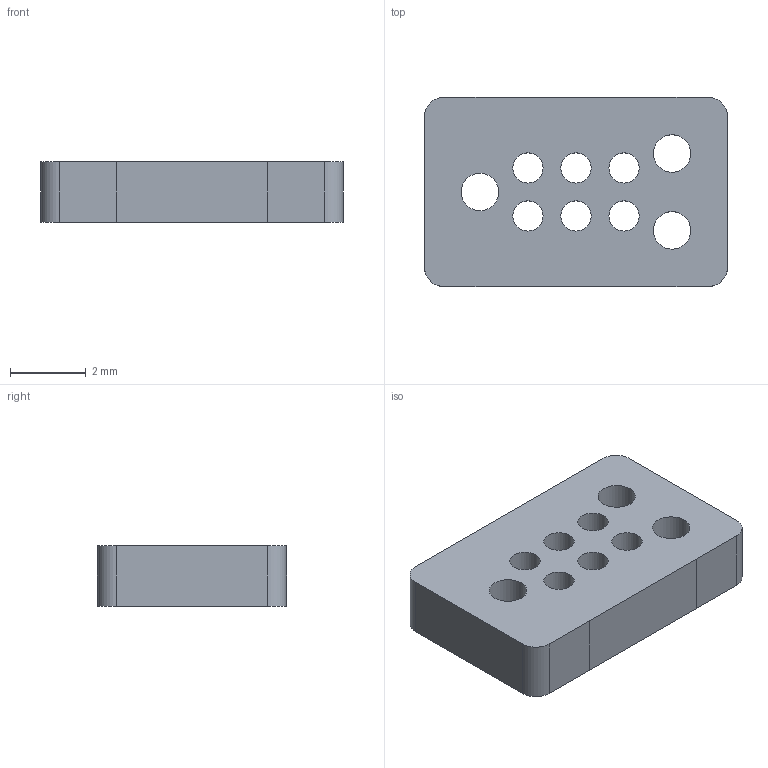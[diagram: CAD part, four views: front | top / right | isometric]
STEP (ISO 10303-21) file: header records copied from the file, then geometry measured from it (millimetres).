
FILE_DESCRIPTION(('FreeCAD Model'),'2;1');
FILE_NAME('Open CASCADE Shape Model','2024-01-21T01:21:15',(''),(''), 'Open CASCADE STEP processor 7.6','FreeCAD','Unknown');
FILE_SCHEMA(('AP242_MANAGED_MODEL_BASED_3D_ENGINEERING_MIM_LF. {1 0 10303 442 1 1 4 }'));
Length unit declared in the file: millimetre
Products named in the file (5): ASDF; Board_Geoms_f6bc; Pcb_f6bc; topPads_f6bc; botPads_f6bc
Assembly tree (4 placements, depth 3):
  ASDF
    Board_Geoms_f6bc
      Pcb_f6bc
      topPads_f6bc
      botPads_f6bc
Bounding box: 8 x 5 x 1.6 mm (x, y, z)
Volume: 55.1 mm3; surface area: 148.2 mm2
Topology: 1 solids, 1 shells, 23 faces, 63 edges, 42 vertices
Faces by surface type: cylinder 13, plane 10
Full cylindrical faces by diameter (mm): 0.8 x6, 0.991 x3
Entity records: 873 total; most frequent: DIRECTION 145, CARTESIAN_POINT 133, ORIENTED_EDGE 126, EDGE_CURVE 63, AXIS2_PLACEMENT_3D 54, VERTEX_POINT 42, FACE_BOUND 41, EDGE_LOOP 41
